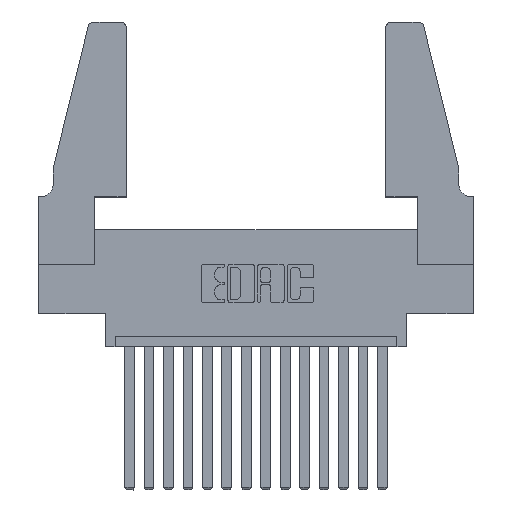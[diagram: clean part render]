
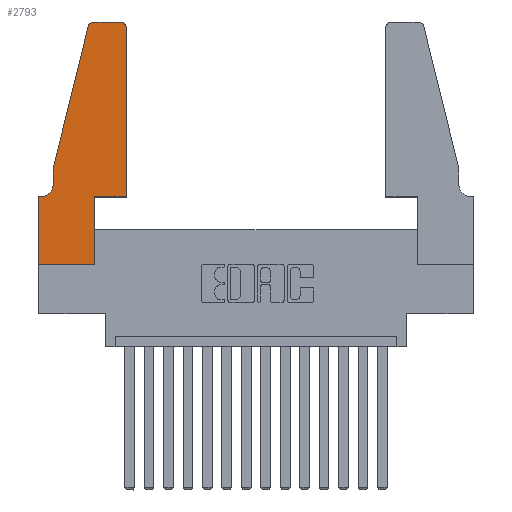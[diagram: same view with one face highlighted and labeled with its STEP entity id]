
A CAD part, top view. The second image highlights one B-rep face of the part: STEP entity #2793.
In plain terms, the highlighted planar face has unit normal (0, 0, 1).
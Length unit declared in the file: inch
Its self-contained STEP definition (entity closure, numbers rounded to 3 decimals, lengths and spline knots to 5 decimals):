
#153 = DIRECTION ( 'NONE',  ( 0., -1., 0. ) ) ;
#371 = CARTESIAN_POINT ( 'NONE',  ( 0., 0., 0.37 ) ) ;
#414 = DIRECTION ( 'NONE',  ( 1., 0., 0. ) ) ;
#512 = EDGE_LOOP ( 'NONE', ( #3041, #9520, #10505, #12351, #3979, #12790, #13484, #13367, #3588, #12375, #4930, #904 ) ) ;
#580 = VERTEX_POINT ( 'NONE', #11024 ) ;
#616 = VECTOR ( 'NONE', #8417, 39.37008 ) ;
#650 = EDGE_CURVE ( 'NONE', #6185, #7168, #866, .T. ) ;
#794 = CARTESIAN_POINT ( 'NONE',  ( 0.0755, 0.5, 0.37 ) ) ;
#866 = LINE ( 'NONE', #6419, #1851 ) ;
#904 = ORIENTED_EDGE ( 'NONE', *, *, #6391, .T. ) ;
#913 = CARTESIAN_POINT ( 'NONE',  ( 0., 0., 0.37 ) ) ;
#1134 = CARTESIAN_POINT ( 'NONE',  ( 0., 0., 0.37 ) ) ;
#1278 = VERTEX_POINT ( 'NONE', #11089 ) ;
#1604 = VERTEX_POINT ( 'NONE', #2869 ) ;
#1633 = AXIS2_PLACEMENT_3D ( 'NONE', #11349, #12165, #13952 ) ;
#1683 = DIRECTION ( 'NONE',  ( 0., 0., 1. ) ) ;
#1851 = VECTOR ( 'NONE', #3966, 39.37008 ) ;
#2055 = VERTEX_POINT ( 'NONE', #12533 ) ;
#2135 = DIRECTION ( 'NONE',  ( 0., 0., -1. ) ) ;
#2202 = CARTESIAN_POINT ( 'NONE',  ( 0.4505, 0.35, 0.37 ) ) ;
#2231 = CARTESIAN_POINT ( 'NONE',  ( 0.4505, 1.22, 0.37 ) ) ;
#2360 = AXIS2_PLACEMENT_3D ( 'NONE', #7971, #1683, #414 ) ;
#2385 = DIRECTION ( 'NONE',  ( 1., 0., 0. ) ) ;
#2438 = DIRECTION ( 'NONE',  ( -0.239, -0.971, 0. ) ) ;
#2793 = ADVANCED_FACE ( 'NONE', ( #14102 ), #9240, .T. ) ;
#2869 = CARTESIAN_POINT ( 'NONE',  ( 0.25487, 1.22718, 0.37 ) ) ;
#3041 = ORIENTED_EDGE ( 'NONE', *, *, #8788, .T. ) ;
#3274 = LINE ( 'NONE', #16212, #10367 ) ;
#3413 = VERTEX_POINT ( 'NONE', #16120 ) ;
#3588 = ORIENTED_EDGE ( 'NONE', *, *, #650, .T. ) ;
#3905 = EDGE_CURVE ( 'NONE', #580, #1604, #4890, .T. ) ;
#3966 = DIRECTION ( 'NONE',  ( 0., 1., 0. ) ) ;
#3979 = ORIENTED_EDGE ( 'NONE', *, *, #5135, .T. ) ;
#4090 = DIRECTION ( 'NONE',  ( -1., 0., 0. ) ) ;
#4399 = EDGE_CURVE ( 'NONE', #7168, #13057, #6451, .T. ) ;
#4602 = CARTESIAN_POINT ( 'NONE',  ( 0.0055, 0.42, 0.37 ) ) ;
#4699 = CIRCLE ( 'NONE', #11170, 0.03 ) ;
#4818 = CARTESIAN_POINT ( 'NONE',  ( 0.4505, 0.35, 0.37 ) ) ;
#4890 = CIRCLE ( 'NONE', #1633, 0.03 ) ;
#4930 = ORIENTED_EDGE ( 'NONE', *, *, #16201, .T. ) ;
#5135 = EDGE_CURVE ( 'NONE', #9068, #3413, #6433, .T. ) ;
#5523 = EDGE_CURVE ( 'NONE', #5704, #6185, #10589, .T. ) ;
#5704 = VERTEX_POINT ( 'NONE', #1134 ) ;
#6178 = DIRECTION ( 'NONE',  ( -1., 0., 0. ) ) ;
#6185 = VERTEX_POINT ( 'NONE', #6285 ) ;
#6285 = CARTESIAN_POINT ( 'NONE',  ( 0.2865, 0., 0.37 ) ) ;
#6391 = EDGE_CURVE ( 'NONE', #14445, #1278, #4699, .T. ) ;
#6419 = CARTESIAN_POINT ( 'NONE',  ( 0.2865, 0.35, 0.37 ) ) ;
#6433 = CIRCLE ( 'NONE', #8508, 0.07 ) ;
#6451 = LINE ( 'NONE', #4818, #16225 ) ;
#7168 = VERTEX_POINT ( 'NONE', #11519 ) ;
#7169 = VECTOR ( 'NONE', #153, 39.37008 ) ;
#7554 = CARTESIAN_POINT ( 'NONE',  ( 0.0755, 0.5, 0.37 ) ) ;
#7853 = VERTEX_POINT ( 'NONE', #12915 ) ;
#7971 = CARTESIAN_POINT ( 'NONE',  ( 0., 0.35, 0.37 ) ) ;
#8417 = DIRECTION ( 'NONE',  ( 0., -1., 0. ) ) ;
#8508 = AXIS2_PLACEMENT_3D ( 'NONE', #4602, #2135, #10954 ) ;
#8788 = EDGE_CURVE ( 'NONE', #1278, #580, #3274, .T. ) ;
#9068 = VERTEX_POINT ( 'NONE', #13306 ) ;
#9240 = PLANE ( 'NONE',  #2360 ) ;
#9520 = ORIENTED_EDGE ( 'NONE', *, *, #3905, .T. ) ;
#9859 = DIRECTION ( 'NONE',  ( 0., 1., 0. ) ) ;
#9898 = EDGE_CURVE ( 'NONE', #2055, #5704, #10534, .T. ) ;
#9931 = DIRECTION ( 'NONE',  ( 0., 0., 1. ) ) ;
#10021 = DIRECTION ( 'NONE',  ( 1., 0., 0. ) ) ;
#10022 = VECTOR ( 'NONE', #9859, 39.37008 ) ;
#10367 = VECTOR ( 'NONE', #6178, 39.37008 ) ;
#10420 = LINE ( 'NONE', #2202, #10022 ) ;
#10505 = ORIENTED_EDGE ( 'NONE', *, *, #12486, .T. ) ;
#10534 = LINE ( 'NONE', #371, #7169 ) ;
#10541 = CARTESIAN_POINT ( 'NONE',  ( 0.0755, 0.35, 0.37 ) ) ;
#10589 = LINE ( 'NONE', #913, #11978 ) ;
#10954 = DIRECTION ( 'NONE',  ( -1., 0., 0. ) ) ;
#10955 = EDGE_CURVE ( 'NONE', #3413, #2055, #14516, .T. ) ;
#11024 = CARTESIAN_POINT ( 'NONE',  ( 0.284, 1.25, 0.37 ) ) ;
#11076 = LINE ( 'NONE', #794, #616 ) ;
#11089 = CARTESIAN_POINT ( 'NONE',  ( 0.4205, 1.25, 0.37 ) ) ;
#11091 = VECTOR ( 'NONE', #4090, 39.37008 ) ;
#11170 = AXIS2_PLACEMENT_3D ( 'NONE', #12444, #9931, #2385 ) ;
#11349 = CARTESIAN_POINT ( 'NONE',  ( 0.284, 1.22, 0.37 ) ) ;
#11519 = CARTESIAN_POINT ( 'NONE',  ( 0.2865, 0.35, 0.37 ) ) ;
#11978 = VECTOR ( 'NONE', #12065, 39.37008 ) ;
#12065 = DIRECTION ( 'NONE',  ( 1., 0., 0. ) ) ;
#12165 = DIRECTION ( 'NONE',  ( 0., 0., 1. ) ) ;
#12351 = ORIENTED_EDGE ( 'NONE', *, *, #14468, .T. ) ;
#12375 = ORIENTED_EDGE ( 'NONE', *, *, #4399, .T. ) ;
#12444 = CARTESIAN_POINT ( 'NONE',  ( 0.4205, 1.22, 0.37 ) ) ;
#12486 = EDGE_CURVE ( 'NONE', #1604, #7853, #13165, .T. ) ;
#12533 = CARTESIAN_POINT ( 'NONE',  ( 0., 0.35, 0.37 ) ) ;
#12790 = ORIENTED_EDGE ( 'NONE', *, *, #10955, .T. ) ;
#12836 = CARTESIAN_POINT ( 'NONE',  ( 0.4505, 0.35, 0.37 ) ) ;
#12915 = CARTESIAN_POINT ( 'NONE',  ( 0.0755, 0.5, 0.37 ) ) ;
#13057 = VERTEX_POINT ( 'NONE', #12836 ) ;
#13165 = LINE ( 'NONE', #7554, #13978 ) ;
#13306 = CARTESIAN_POINT ( 'NONE',  ( 0.0755, 0.42, 0.37 ) ) ;
#13367 = ORIENTED_EDGE ( 'NONE', *, *, #5523, .T. ) ;
#13484 = ORIENTED_EDGE ( 'NONE', *, *, #9898, .T. ) ;
#13952 = DIRECTION ( 'NONE',  ( 1., 0., 0. ) ) ;
#13978 = VECTOR ( 'NONE', #2438, 39.37008 ) ;
#14102 = FACE_OUTER_BOUND ( 'NONE', #512, .T. ) ;
#14445 = VERTEX_POINT ( 'NONE', #2231 ) ;
#14468 = EDGE_CURVE ( 'NONE', #7853, #9068, #11076, .T. ) ;
#14516 = LINE ( 'NONE', #10541, #11091 ) ;
#16120 = CARTESIAN_POINT ( 'NONE',  ( 0.0055, 0.35, 0.37 ) ) ;
#16201 = EDGE_CURVE ( 'NONE', #13057, #14445, #10420, .T. ) ;
#16212 = CARTESIAN_POINT ( 'NONE',  ( 0.2605, 1.25, 0.37 ) ) ;
#16225 = VECTOR ( 'NONE', #10021, 39.37008 ) ;
